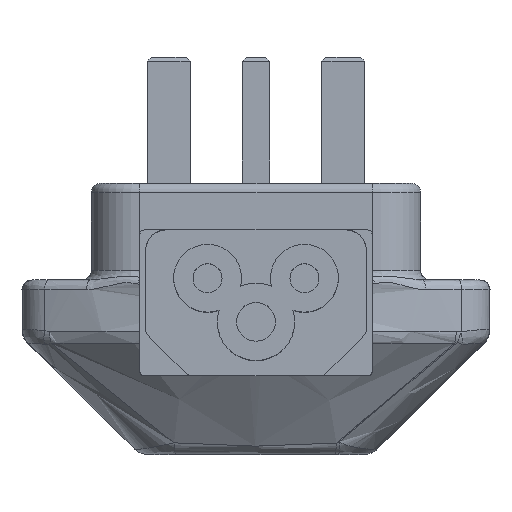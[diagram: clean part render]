
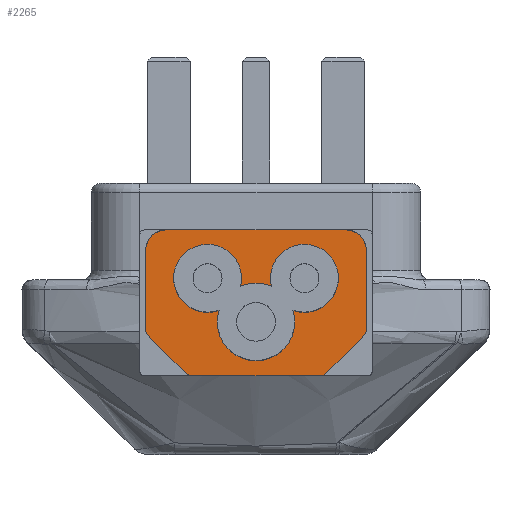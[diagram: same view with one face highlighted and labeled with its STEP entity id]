
A CAD part, top view. The second image highlights one B-rep face of the part: STEP entity #2265.
In plain terms, the highlighted planar face has unit normal (0, 0, 1).
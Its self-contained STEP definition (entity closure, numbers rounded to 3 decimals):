
#45 = PLANE ( 'NONE',  #18277 ) ;
#126 = CARTESIAN_POINT ( 'NONE',  ( -9.219, 7.517, 195. ) ) ;
#297 = DIRECTION ( 'NONE',  ( 1., 0., 0. ) ) ;
#344 = AXIS2_PLACEMENT_3D ( 'NONE', #16471, #5944, #18230 ) ;
#408 = AXIS2_PLACEMENT_3D ( 'NONE', #9802, #22047, #11570 ) ;
#420 = CARTESIAN_POINT ( 'NONE',  ( -9.268, 5.386, 195. ) ) ;
#837 = AXIS2_PLACEMENT_3D ( 'NONE', #420, #12777, #2279 ) ;
#908 = CARTESIAN_POINT ( 'NONE',  ( 7.21, -7.318, 195. ) ) ;
#1128 = VERTEX_POINT ( 'NONE', #10887 ) ;
#1325 = ORIENTED_EDGE ( 'NONE', *, *, #12169, .F. ) ;
#1978 = ORIENTED_EDGE ( 'NONE', *, *, #20121, .F. ) ;
#2044 = ORIENTED_EDGE ( 'NONE', *, *, #5555, .T. ) ;
#2070 = ORIENTED_EDGE ( 'NONE', *, *, #15815, .F. ) ;
#2265 = ADVANCED_FACE ( 'NONE', ( #7488, #12167 ), #45, .T. ) ;
#2279 = DIRECTION ( 'NONE',  ( -1., 0., 0. ) ) ;
#2356 = CARTESIAN_POINT ( 'NONE',  ( -11.4, 5.386, 195. ) ) ;
#2718 = VECTOR ( 'NONE', #22211, 1000. ) ;
#2929 = DIRECTION ( 'NONE',  ( 0., -1., 0. ) ) ;
#3025 = CARTESIAN_POINT ( 'NONE',  ( 11.4, -2.845, 195. ) ) ;
#3064 = VERTEX_POINT ( 'NONE', #13100 ) ;
#3338 = VECTOR ( 'NONE', #2929, 1000. ) ;
#3459 = CIRCLE ( 'NONE', #6812, 0.702 ) ;
#3927 = EDGE_LOOP ( 'NONE', ( #18675, #13450, #4191, #20688, #10409, #19084, #2044, #19590, #18309, #10317, #13542, #11029 ) ) ;
#4003 = CARTESIAN_POINT ( 'NONE',  ( -11.4, -2.845, 195. ) ) ;
#4191 = ORIENTED_EDGE ( 'NONE', *, *, #13151, .T. ) ;
#4243 = EDGE_CURVE ( 'NONE', #1128, #11809, #21369, .T. ) ;
#4258 = CARTESIAN_POINT ( 'NONE',  ( 10.641, -2.813, 195. ) ) ;
#4334 = DIRECTION ( 'NONE',  ( 0., 0., 1. ) ) ;
#4336 = AXIS2_PLACEMENT_3D ( 'NONE', #8391, #20679, #10167 ) ;
#4446 = LINE ( 'NONE', #7296, #8524 ) ;
#4708 = CARTESIAN_POINT ( 'NONE',  ( 3.813, -0.793, 195. ) ) ;
#4794 = CIRCLE ( 'NONE', #837, 2.132 ) ;
#4810 = VERTEX_POINT ( 'NONE', #16059 ) ;
#5061 = CARTESIAN_POINT ( 'NONE',  ( 11.2, -3.327, 195. ) ) ;
#5555 = EDGE_CURVE ( 'NONE', #4810, #12244, #3459, .T. ) ;
#5944 = DIRECTION ( 'NONE',  ( 0., 0., 1. ) ) ;
#5976 = DIRECTION ( 'NONE',  ( 1., 0., 0. ) ) ;
#6053 = VERTEX_POINT ( 'NONE', #4708 ) ;
#6079 = LINE ( 'NONE', #7462, #19530 ) ;
#6235 = CARTESIAN_POINT ( 'NONE',  ( -3.813, -0.793, 195. ) ) ;
#6334 = VERTEX_POINT ( 'NONE', #11504 ) ;
#6464 = CARTESIAN_POINT ( 'NONE',  ( 11.4, 5.386, 195. ) ) ;
#6557 = CIRCLE ( 'NONE', #408, 3.5 ) ;
#6700 = EDGE_CURVE ( 'NONE', #18462, #21958, #4794, .T. ) ;
#6772 = EDGE_CURVE ( 'NONE', #11809, #6334, #16024, .T. ) ;
#6812 = AXIS2_PLACEMENT_3D ( 'NONE', #20111, #20059, #20025 ) ;
#6877 = DIRECTION ( 'NONE',  ( -1., 0., 0. ) ) ;
#6938 = EDGE_CURVE ( 'NONE', #12244, #10128, #20408, .T. ) ;
#6948 = VECTOR ( 'NONE', #11413, 1000. ) ;
#6969 = VERTEX_POINT ( 'NONE', #6235 ) ;
#7253 = CIRCLE ( 'NONE', #10915, 3.5 ) ;
#7296 = CARTESIAN_POINT ( 'NONE',  ( -6.728, -7.517, 195. ) ) ;
#7421 = EDGE_CURVE ( 'NONE', #8634, #17386, #6079, .T. ) ;
#7462 = CARTESIAN_POINT ( 'NONE',  ( 11.4, -2.845, 195. ) ) ;
#7488 = FACE_OUTER_BOUND ( 'NONE', #3927, .T. ) ;
#8013 = LINE ( 'NONE', #15182, #3338 ) ;
#8391 = CARTESIAN_POINT ( 'NONE',  ( 0., -2., 195. ) ) ;
#8524 = VECTOR ( 'NONE', #297, 1000. ) ;
#8634 = VERTEX_POINT ( 'NONE', #3025 ) ;
#9243 = DIRECTION ( 'NONE',  ( 0., 1., 0. ) ) ;
#9695 = VERTEX_POINT ( 'NONE', #16545 ) ;
#9802 = CARTESIAN_POINT ( 'NONE',  ( 5., 2.5, 195. ) ) ;
#9935 = EDGE_CURVE ( 'NONE', #16849, #6969, #7253, .T. ) ;
#9964 = DIRECTION ( 'NONE',  ( 0., 0., 1. ) ) ;
#10128 = VERTEX_POINT ( 'NONE', #5061 ) ;
#10167 = DIRECTION ( 'NONE',  ( -1., 0., 0. ) ) ;
#10284 = DIRECTION ( 'NONE',  ( 0., 0., 1. ) ) ;
#10317 = ORIENTED_EDGE ( 'NONE', *, *, #7421, .T. ) ;
#10409 = ORIENTED_EDGE ( 'NONE', *, *, #6772, .T. ) ;
#10414 = CARTESIAN_POINT ( 'NONE',  ( -10.569, -2.783, 195. ) ) ;
#10887 = CARTESIAN_POINT ( 'NONE',  ( -11.2, -3.327, 195. ) ) ;
#10915 = AXIS2_PLACEMENT_3D ( 'NONE', #20469, #9964, #22216 ) ;
#11029 = ORIENTED_EDGE ( 'NONE', *, *, #21016, .T. ) ;
#11348 = AXIS2_PLACEMENT_3D ( 'NONE', #4258, #16506, #5976 ) ;
#11413 = DIRECTION ( 'NONE',  ( 0.707, 0.707, 0. ) ) ;
#11504 = CARTESIAN_POINT ( 'NONE',  ( -6.728, -7.517, 195. ) ) ;
#11570 = DIRECTION ( 'NONE',  ( 1., 0., 0. ) ) ;
#11807 = AXIS2_PLACEMENT_3D ( 'NONE', #20781, #10284, #22517 ) ;
#11809 = VERTEX_POINT ( 'NONE', #12232 ) ;
#12167 = FACE_BOUND ( 'NONE', #19002, .T. ) ;
#12169 = EDGE_CURVE ( 'NONE', #9695, #16849, #22479, .T. ) ;
#12185 = CARTESIAN_POINT ( 'NONE',  ( 9.219, 7.517, 195. ) ) ;
#12192 = DIRECTION ( 'NONE',  ( -1., 0., 0. ) ) ;
#12232 = CARTESIAN_POINT ( 'NONE',  ( -7.21, -7.318, 195. ) ) ;
#12244 = VERTEX_POINT ( 'NONE', #17279 ) ;
#12777 = DIRECTION ( 'NONE',  ( 0., 0., 1. ) ) ;
#12901 = VERTEX_POINT ( 'NONE', #4003 ) ;
#13100 = CARTESIAN_POINT ( 'NONE',  ( 9.219, 7.517, 195. ) ) ;
#13151 = EDGE_CURVE ( 'NONE', #12901, #1128, #21462, .T. ) ;
#13450 = ORIENTED_EDGE ( 'NONE', *, *, #18273, .T. ) ;
#13542 = ORIENTED_EDGE ( 'NONE', *, *, #16856, .T. ) ;
#14655 = CIRCLE ( 'NONE', #22618, 2.132 ) ;
#14792 = CARTESIAN_POINT ( 'NONE',  ( 9.268, 5.386, 195. ) ) ;
#15182 = CARTESIAN_POINT ( 'NONE',  ( -11.4, 5.386, 195. ) ) ;
#15312 = CIRCLE ( 'NONE', #11348, 0.76 ) ;
#15815 = EDGE_CURVE ( 'NONE', #6969, #6053, #20529, .T. ) ;
#16024 = CIRCLE ( 'NONE', #344, 0.762 ) ;
#16059 = CARTESIAN_POINT ( 'NONE',  ( 6.728, -7.517, 195. ) ) ;
#16471 = CARTESIAN_POINT ( 'NONE',  ( -6.695, -6.756, 195. ) ) ;
#16506 = DIRECTION ( 'NONE',  ( 0., 0., 1. ) ) ;
#16545 = CARTESIAN_POINT ( 'NONE',  ( 1.601, 1.666, 195. ) ) ;
#16588 = DIRECTION ( 'NONE',  ( 1., 0., 0. ) ) ;
#16849 = VERTEX_POINT ( 'NONE', #19712 ) ;
#16856 = EDGE_CURVE ( 'NONE', #17386, #3064, #14655, .T. ) ;
#16905 = VECTOR ( 'NONE', #6877, 1000. ) ;
#17279 = CARTESIAN_POINT ( 'NONE',  ( 7.21, -7.318, 195. ) ) ;
#17356 = ORIENTED_EDGE ( 'NONE', *, *, #9935, .F. ) ;
#17386 = VERTEX_POINT ( 'NONE', #6464 ) ;
#18230 = DIRECTION ( 'NONE',  ( 1., 0., 0. ) ) ;
#18273 = EDGE_CURVE ( 'NONE', #21958, #12901, #8013, .T. ) ;
#18277 = AXIS2_PLACEMENT_3D ( 'NONE', #22164, #22067, #21275 ) ;
#18309 = ORIENTED_EDGE ( 'NONE', *, *, #20283, .T. ) ;
#18462 = VERTEX_POINT ( 'NONE', #126 ) ;
#18534 = EDGE_CURVE ( 'NONE', #6334, #4810, #4446, .T. ) ;
#18675 = ORIENTED_EDGE ( 'NONE', *, *, #6700, .T. ) ;
#19002 = EDGE_LOOP ( 'NONE', ( #1325, #1978, #2070, #17356 ) ) ;
#19009 = AXIS2_PLACEMENT_3D ( 'NONE', #10414, #22661, #12192 ) ;
#19084 = ORIENTED_EDGE ( 'NONE', *, *, #18534, .T. ) ;
#19530 = VECTOR ( 'NONE', #9243, 1000. ) ;
#19590 = ORIENTED_EDGE ( 'NONE', *, *, #6938, .T. ) ;
#19712 = CARTESIAN_POINT ( 'NONE',  ( -1.601, 1.666, 195. ) ) ;
#20025 = DIRECTION ( 'NONE',  ( -1., 0., 0. ) ) ;
#20059 = DIRECTION ( 'NONE',  ( 0., 0., 1. ) ) ;
#20111 = CARTESIAN_POINT ( 'NONE',  ( 6.719, -6.816, 195. ) ) ;
#20121 = EDGE_CURVE ( 'NONE', #6053, #9695, #6557, .T. ) ;
#20283 = EDGE_CURVE ( 'NONE', #10128, #8634, #15312, .T. ) ;
#20408 = LINE ( 'NONE', #908, #6948 ) ;
#20469 = CARTESIAN_POINT ( 'NONE',  ( -5., 2.5, 195. ) ) ;
#20529 = CIRCLE ( 'NONE', #11807, 4. ) ;
#20679 = DIRECTION ( 'NONE',  ( 0., 0., 1. ) ) ;
#20688 = ORIENTED_EDGE ( 'NONE', *, *, #4243, .T. ) ;
#20781 = CARTESIAN_POINT ( 'NONE',  ( 0., -2., 195. ) ) ;
#21016 = EDGE_CURVE ( 'NONE', #3064, #18462, #21566, .T. ) ;
#21275 = DIRECTION ( 'NONE',  ( -1., 0., 0. ) ) ;
#21369 = LINE ( 'NONE', #22135, #2718 ) ;
#21462 = CIRCLE ( 'NONE', #19009, 0.833 ) ;
#21566 = LINE ( 'NONE', #12185, #16905 ) ;
#21958 = VERTEX_POINT ( 'NONE', #2356 ) ;
#22047 = DIRECTION ( 'NONE',  ( 0., 0., 1. ) ) ;
#22067 = DIRECTION ( 'NONE',  ( 0., 0., 1. ) ) ;
#22135 = CARTESIAN_POINT ( 'NONE',  ( -11.2, -3.327, 195. ) ) ;
#22164 = CARTESIAN_POINT ( 'NONE',  ( -9.268, 5.386, 195. ) ) ;
#22211 = DIRECTION ( 'NONE',  ( 0.707, -0.707, 0. ) ) ;
#22216 = DIRECTION ( 'NONE',  ( -1., 0., 0. ) ) ;
#22479 = CIRCLE ( 'NONE', #4336, 4. ) ;
#22517 = DIRECTION ( 'NONE',  ( -1., 0., 0. ) ) ;
#22618 = AXIS2_PLACEMENT_3D ( 'NONE', #14792, #4334, #16588 ) ;
#22661 = DIRECTION ( 'NONE',  ( 0., 0., 1. ) ) ;
